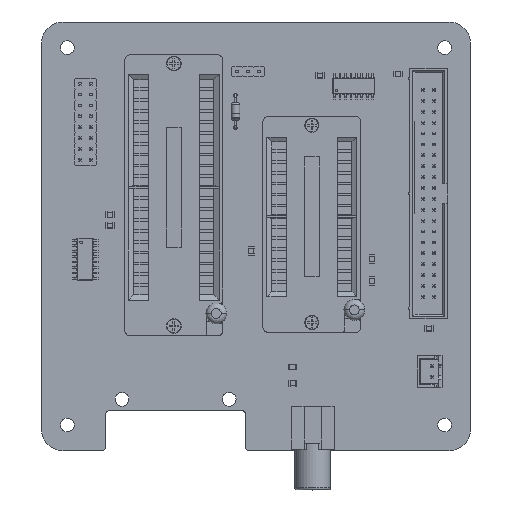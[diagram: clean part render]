
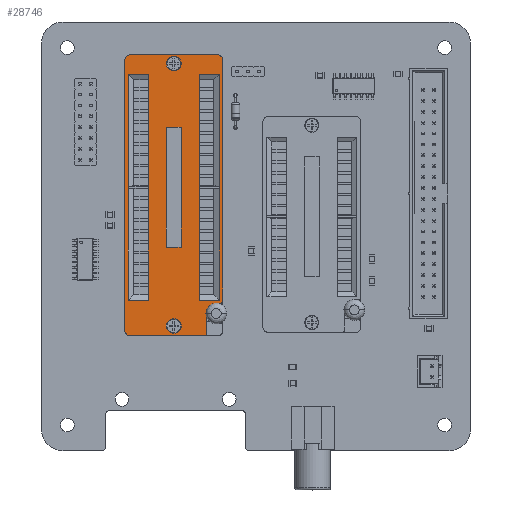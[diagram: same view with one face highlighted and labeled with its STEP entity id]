
A CAD part, top view. The second image highlights one B-rep face of the part: STEP entity #28746.
In plain terms, the highlighted face is planar.
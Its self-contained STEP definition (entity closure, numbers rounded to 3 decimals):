
#25021 = VERTEX_POINT('',#25022);
#25022 = CARTESIAN_POINT('',(-30.734,11.938,1.715));
#25028 = EDGE_CURVE('',#25021,#25029,#25031,.T.);
#25029 = VERTEX_POINT('',#25030);
#25030 = CARTESIAN_POINT('',(-30.734,11.938,-1.715));
#25031 = CIRCLE('',#25032,1.715);
#25032 = AXIS2_PLACEMENT_3D('',#25033,#25034,#25035);
#25033 = CARTESIAN_POINT('',(-30.734,11.938,0.));
#25034 = DIRECTION('',(-0.,-1.,0.));
#25035 = DIRECTION('',(-0.,0.,-1.));
#25063 = VERTEX_POINT('',#25064);
#25064 = CARTESIAN_POINT('',(30.48,11.938,1.715));
#25070 = EDGE_CURVE('',#25063,#25071,#25073,.T.);
#25071 = VERTEX_POINT('',#25072);
#25072 = CARTESIAN_POINT('',(30.48,11.938,-1.715));
#25073 = CIRCLE('',#25074,1.715);
#25074 = AXIS2_PLACEMENT_3D('',#25075,#25076,#25077);
#25075 = CARTESIAN_POINT('',(30.48,11.938,0.));
#25076 = DIRECTION('',(-0.,-1.,0.));
#25077 = DIRECTION('',(-0.,0.,-1.));
#25889 = VERTEX_POINT('',#25890);
#25890 = CARTESIAN_POINT('',(24.448,11.938,5.906));
#25896 = EDGE_CURVE('',#25897,#25889,#25899,.T.);
#25897 = VERTEX_POINT('',#25898);
#25898 = CARTESIAN_POINT('',(-28.258,11.938,5.906));
#25899 = LINE('',#25900,#25901);
#25900 = CARTESIAN_POINT('',(-26.988,11.938,5.906));
#25901 = VECTOR('',#25902,1.);
#25902 = DIRECTION('',(1.,0.,0.));
#28007 = VERTEX_POINT('',#28008);
#28008 = CARTESIAN_POINT('',(-28.258,11.938,-5.906));
#28014 = EDGE_CURVE('',#28007,#28015,#28017,.T.);
#28015 = VERTEX_POINT('',#28016);
#28016 = CARTESIAN_POINT('',(24.448,11.938,-5.906));
#28017 = LINE('',#28018,#28019);
#28018 = CARTESIAN_POINT('',(-26.988,11.938,-5.906));
#28019 = VECTOR('',#28020,1.);
#28020 = DIRECTION('',(1.,0.,0.));
#28746 = ADVANCED_FACE('',(#28747,#28772,#28806,#28816,#28826,#28930),
  #28955,.F.);
#28747 = FACE_BOUND('',#28748,.T.);
#28748 = EDGE_LOOP('',(#28749,#28757,#28758,#28766));
#28749 = ORIENTED_EDGE('',*,*,#28750,.T.);
#28750 = EDGE_CURVE('',#28751,#28015,#28753,.T.);
#28751 = VERTEX_POINT('',#28752);
#28752 = CARTESIAN_POINT('',(24.448,11.938,-10.605));
#28753 = LINE('',#28754,#28755);
#28754 = CARTESIAN_POINT('',(24.448,11.938,-10.16));
#28755 = VECTOR('',#28756,1.);
#28756 = DIRECTION('',(0.,0.,1.));
#28757 = ORIENTED_EDGE('',*,*,#28014,.F.);
#28758 = ORIENTED_EDGE('',*,*,#28759,.T.);
#28759 = EDGE_CURVE('',#28007,#28760,#28762,.T.);
#28760 = VERTEX_POINT('',#28761);
#28761 = CARTESIAN_POINT('',(-28.258,11.938,-10.605));
#28762 = LINE('',#28763,#28764);
#28763 = CARTESIAN_POINT('',(-28.258,11.938,-9.335));
#28764 = VECTOR('',#28765,1.);
#28765 = DIRECTION('',(0.,0.,-1.));
#28766 = ORIENTED_EDGE('',*,*,#28767,.T.);
#28767 = EDGE_CURVE('',#28760,#28751,#28768,.T.);
#28768 = LINE('',#28769,#28770);
#28769 = CARTESIAN_POINT('',(23.178,11.938,-10.605));
#28770 = VECTOR('',#28771,1.);
#28771 = DIRECTION('',(1.,0.,0.));
#28772 = FACE_BOUND('',#28773,.T.);
#28773 = EDGE_LOOP('',(#28774,#28784,#28792,#28800));
#28774 = ORIENTED_EDGE('',*,*,#28775,.F.);
#28775 = EDGE_CURVE('',#28776,#28778,#28780,.T.);
#28776 = VERTEX_POINT('',#28777);
#28777 = CARTESIAN_POINT('',(12.065,11.938,1.715));
#28778 = VERTEX_POINT('',#28779);
#28779 = CARTESIAN_POINT('',(12.065,11.938,-1.715));
#28780 = LINE('',#28781,#28782);
#28781 = CARTESIAN_POINT('',(12.065,11.938,0.));
#28782 = VECTOR('',#28783,1.);
#28783 = DIRECTION('',(0.,0.,-1.));
#28784 = ORIENTED_EDGE('',*,*,#28785,.F.);
#28785 = EDGE_CURVE('',#28786,#28776,#28788,.T.);
#28786 = VERTEX_POINT('',#28787);
#28787 = CARTESIAN_POINT('',(-15.875,11.938,1.715));
#28788 = LINE('',#28789,#28790);
#28789 = CARTESIAN_POINT('',(0.,11.938,1.715));
#28790 = VECTOR('',#28791,1.);
#28791 = DIRECTION('',(1.,-0.,0.));
#28792 = ORIENTED_EDGE('',*,*,#28793,.T.);
#28793 = EDGE_CURVE('',#28786,#28794,#28796,.T.);
#28794 = VERTEX_POINT('',#28795);
#28795 = CARTESIAN_POINT('',(-15.875,11.938,-1.715));
#28796 = LINE('',#28797,#28798);
#28797 = CARTESIAN_POINT('',(-15.875,11.938,-0.));
#28798 = VECTOR('',#28799,1.);
#28799 = DIRECTION('',(0.,0.,-1.));
#28800 = ORIENTED_EDGE('',*,*,#28801,.T.);
#28801 = EDGE_CURVE('',#28794,#28778,#28802,.T.);
#28802 = LINE('',#28803,#28804);
#28803 = CARTESIAN_POINT('',(0.,11.938,-1.715));
#28804 = VECTOR('',#28805,1.);
#28805 = DIRECTION('',(1.,-0.,0.));
#28806 = FACE_BOUND('',#28807,.T.);
#28807 = EDGE_LOOP('',(#28808,#28809));
#28808 = ORIENTED_EDGE('',*,*,#25070,.T.);
#28809 = ORIENTED_EDGE('',*,*,#28810,.T.);
#28810 = EDGE_CURVE('',#25071,#25063,#28811,.T.);
#28811 = CIRCLE('',#28812,1.715);
#28812 = AXIS2_PLACEMENT_3D('',#28813,#28814,#28815);
#28813 = CARTESIAN_POINT('',(30.48,11.938,0.));
#28814 = DIRECTION('',(-0.,-1.,0.));
#28815 = DIRECTION('',(-0.,0.,-1.));
#28816 = FACE_BOUND('',#28817,.T.);
#28817 = EDGE_LOOP('',(#28818,#28819));
#28818 = ORIENTED_EDGE('',*,*,#25028,.T.);
#28819 = ORIENTED_EDGE('',*,*,#28820,.T.);
#28820 = EDGE_CURVE('',#25029,#25021,#28821,.T.);
#28821 = CIRCLE('',#28822,1.715);
#28822 = AXIS2_PLACEMENT_3D('',#28823,#28824,#28825);
#28823 = CARTESIAN_POINT('',(-30.734,11.938,0.));
#28824 = DIRECTION('',(-0.,-1.,0.));
#28825 = DIRECTION('',(-0.,0.,-1.));
#28826 = FACE_BOUND('',#28827,.T.);
#28827 = EDGE_LOOP('',(#28828,#28839,#28847,#28856,#28864,#28873,#28881,
    #28890,#28898,#28907,#28915,#28924));
#28828 = ORIENTED_EDGE('',*,*,#28829,.F.);
#28829 = EDGE_CURVE('',#28830,#28832,#28834,.T.);
#28830 = VERTEX_POINT('',#28831);
#28831 = CARTESIAN_POINT('',(32.258,11.938,-7.62));
#28832 = VERTEX_POINT('',#28833);
#28833 = CARTESIAN_POINT('',(32.766,11.938,-7.112));
#28834 = CIRCLE('',#28835,0.508);
#28835 = AXIS2_PLACEMENT_3D('',#28836,#28837,#28838);
#28836 = CARTESIAN_POINT('',(32.258,11.938,-7.112));
#28837 = DIRECTION('',(-0.,-1.,0.));
#28838 = DIRECTION('',(-0.,0.,-1.));
#28839 = ORIENTED_EDGE('',*,*,#28840,.T.);
#28840 = EDGE_CURVE('',#28830,#28841,#28843,.T.);
#28841 = VERTEX_POINT('',#28842);
#28842 = CARTESIAN_POINT('',(27.432,11.938,-7.62));
#28843 = LINE('',#28844,#28845);
#28844 = CARTESIAN_POINT('',(0.,11.938,-7.62));
#28845 = VECTOR('',#28846,1.);
#28846 = DIRECTION('',(-1.,0.,0.));
#28847 = ORIENTED_EDGE('',*,*,#28848,.T.);
#28848 = EDGE_CURVE('',#28841,#28849,#28851,.T.);
#28849 = VERTEX_POINT('',#28850);
#28850 = CARTESIAN_POINT('',(25.146,11.938,-9.906));
#28851 = CIRCLE('',#28852,2.286);
#28852 = AXIS2_PLACEMENT_3D('',#28853,#28854,#28855);
#28853 = CARTESIAN_POINT('',(27.432,11.938,-9.906));
#28854 = DIRECTION('',(-0.,-1.,0.));
#28855 = DIRECTION('',(-0.,0.,-1.));
#28856 = ORIENTED_EDGE('',*,*,#28857,.T.);
#28857 = EDGE_CURVE('',#28849,#28858,#28860,.T.);
#28858 = VERTEX_POINT('',#28859);
#28859 = CARTESIAN_POINT('',(25.146,11.938,-10.922));
#28860 = LINE('',#28861,#28862);
#28861 = CARTESIAN_POINT('',(25.146,11.938,0.));
#28862 = VECTOR('',#28863,1.);
#28863 = DIRECTION('',(0.,0.,-1.));
#28864 = ORIENTED_EDGE('',*,*,#28865,.F.);
#28865 = EDGE_CURVE('',#28866,#28858,#28868,.T.);
#28866 = VERTEX_POINT('',#28867);
#28867 = CARTESIAN_POINT('',(24.638,11.938,-11.43));
#28868 = CIRCLE('',#28869,0.508);
#28869 = AXIS2_PLACEMENT_3D('',#28870,#28871,#28872);
#28870 = CARTESIAN_POINT('',(24.638,11.938,-10.922));
#28871 = DIRECTION('',(-0.,-1.,0.));
#28872 = DIRECTION('',(-0.,0.,-1.));
#28873 = ORIENTED_EDGE('',*,*,#28874,.F.);
#28874 = EDGE_CURVE('',#28875,#28866,#28877,.T.);
#28875 = VERTEX_POINT('',#28876);
#28876 = CARTESIAN_POINT('',(-31.496,11.938,-11.43));
#28877 = LINE('',#28878,#28879);
#28878 = CARTESIAN_POINT('',(0.,11.938,-11.43));
#28879 = VECTOR('',#28880,1.);
#28880 = DIRECTION('',(1.,0.,0.));
#28881 = ORIENTED_EDGE('',*,*,#28882,.F.);
#28882 = EDGE_CURVE('',#28883,#28875,#28885,.T.);
#28883 = VERTEX_POINT('',#28884);
#28884 = CARTESIAN_POINT('',(-32.766,11.938,-10.16));
#28885 = CIRCLE('',#28886,1.27);
#28886 = AXIS2_PLACEMENT_3D('',#28887,#28888,#28889);
#28887 = CARTESIAN_POINT('',(-31.496,11.938,-10.16));
#28888 = DIRECTION('',(-0.,-1.,0.));
#28889 = DIRECTION('',(-0.,0.,-1.));
#28890 = ORIENTED_EDGE('',*,*,#28891,.F.);
#28891 = EDGE_CURVE('',#28892,#28883,#28894,.T.);
#28892 = VERTEX_POINT('',#28893);
#28893 = CARTESIAN_POINT('',(-32.766,11.938,10.16));
#28894 = LINE('',#28895,#28896);
#28895 = CARTESIAN_POINT('',(-32.766,11.938,0.));
#28896 = VECTOR('',#28897,1.);
#28897 = DIRECTION('',(0.,0.,-1.));
#28898 = ORIENTED_EDGE('',*,*,#28899,.F.);
#28899 = EDGE_CURVE('',#28900,#28892,#28902,.T.);
#28900 = VERTEX_POINT('',#28901);
#28901 = CARTESIAN_POINT('',(-31.496,11.938,11.43));
#28902 = CIRCLE('',#28903,1.27);
#28903 = AXIS2_PLACEMENT_3D('',#28904,#28905,#28906);
#28904 = CARTESIAN_POINT('',(-31.496,11.938,10.16));
#28905 = DIRECTION('',(-0.,-1.,0.));
#28906 = DIRECTION('',(-0.,0.,-1.));
#28907 = ORIENTED_EDGE('',*,*,#28908,.F.);
#28908 = EDGE_CURVE('',#28909,#28900,#28911,.T.);
#28909 = VERTEX_POINT('',#28910);
#28910 = CARTESIAN_POINT('',(31.496,11.938,11.43));
#28911 = LINE('',#28912,#28913);
#28912 = CARTESIAN_POINT('',(0.,11.938,11.43));
#28913 = VECTOR('',#28914,1.);
#28914 = DIRECTION('',(-1.,0.,0.));
#28915 = ORIENTED_EDGE('',*,*,#28916,.F.);
#28916 = EDGE_CURVE('',#28917,#28909,#28919,.T.);
#28917 = VERTEX_POINT('',#28918);
#28918 = CARTESIAN_POINT('',(32.766,11.938,10.16));
#28919 = CIRCLE('',#28920,1.27);
#28920 = AXIS2_PLACEMENT_3D('',#28921,#28922,#28923);
#28921 = CARTESIAN_POINT('',(31.496,11.938,10.16));
#28922 = DIRECTION('',(-0.,-1.,0.));
#28923 = DIRECTION('',(-0.,0.,-1.));
#28924 = ORIENTED_EDGE('',*,*,#28925,.F.);
#28925 = EDGE_CURVE('',#28832,#28917,#28926,.T.);
#28926 = LINE('',#28927,#28928);
#28927 = CARTESIAN_POINT('',(32.766,11.938,0.));
#28928 = VECTOR('',#28929,1.);
#28929 = DIRECTION('',(0.,0.,1.));
#28930 = FACE_BOUND('',#28931,.T.);
#28931 = EDGE_LOOP('',(#28932,#28940,#28941,#28949));
#28932 = ORIENTED_EDGE('',*,*,#28933,.T.);
#28933 = EDGE_CURVE('',#28934,#25897,#28936,.T.);
#28934 = VERTEX_POINT('',#28935);
#28935 = CARTESIAN_POINT('',(-28.258,11.938,10.605));
#28936 = LINE('',#28937,#28938);
#28937 = CARTESIAN_POINT('',(-28.258,11.938,-10.16));
#28938 = VECTOR('',#28939,1.);
#28939 = DIRECTION('',(0.,0.,-1.));
#28940 = ORIENTED_EDGE('',*,*,#25896,.T.);
#28941 = ORIENTED_EDGE('',*,*,#28942,.T.);
#28942 = EDGE_CURVE('',#25889,#28943,#28945,.T.);
#28943 = VERTEX_POINT('',#28944);
#28944 = CARTESIAN_POINT('',(24.448,11.938,10.605));
#28945 = LINE('',#28946,#28947);
#28946 = CARTESIAN_POINT('',(24.448,11.938,9.335));
#28947 = VECTOR('',#28948,1.);
#28948 = DIRECTION('',(0.,0.,1.));
#28949 = ORIENTED_EDGE('',*,*,#28950,.T.);
#28950 = EDGE_CURVE('',#28943,#28934,#28951,.T.);
#28951 = LINE('',#28952,#28953);
#28952 = CARTESIAN_POINT('',(-31.496,11.938,10.605));
#28953 = VECTOR('',#28954,1.);
#28954 = DIRECTION('',(-1.,0.,0.));
#28955 = PLANE('',#28956);
#28956 = AXIS2_PLACEMENT_3D('',#28957,#28958,#28959);
#28957 = CARTESIAN_POINT('',(-31.496,11.938,-10.16));
#28958 = DIRECTION('',(0.,-1.,0.));
#28959 = DIRECTION('',(0.,-0.,-1.));
